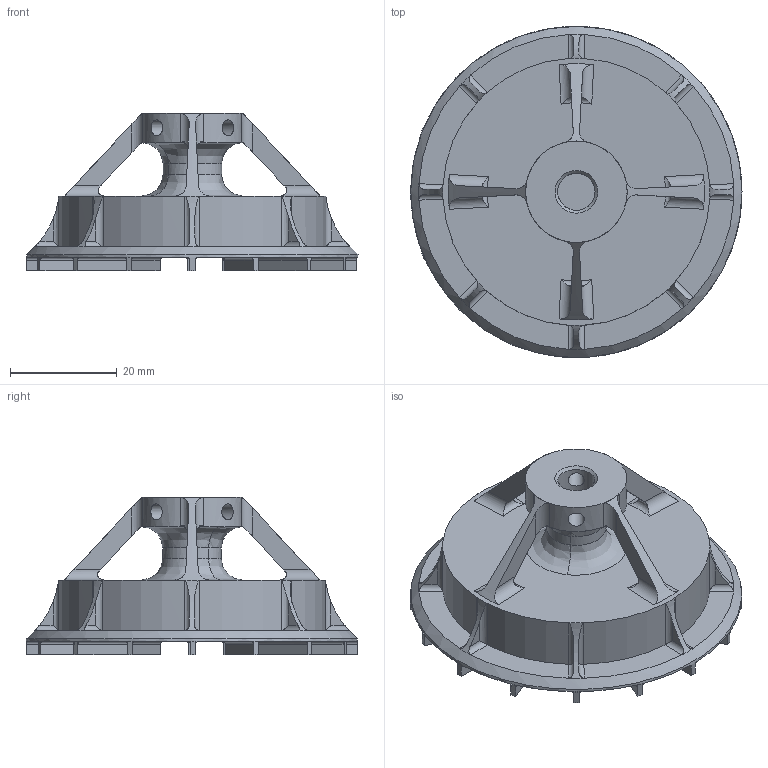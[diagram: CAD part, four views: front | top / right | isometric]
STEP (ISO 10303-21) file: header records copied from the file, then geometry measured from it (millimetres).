
FILE_DESCRIPTION(/* description */ (''),/* implementation_level */ '2;1');
FILE_NAME(/* name */ 'MCR_top.stp',/* time_stamp */ '2017-03-14T13:14:43+01:00',/* author */ (''),/* organization */ (''),/* preprocessor_version */ 'ST-DEVELOPER v16',/* originating_system */ 'SIEMENS PLM Software NX 10.0',/* authorisation */ '');
FILE_SCHEMA (('CONFIG_CONTROL_DESIGN'));
Length unit declared in the file: millimetre
Products named in the file (1): scherplatte_MCR
Bounding box: 62.14 x 62 x 29.5 mm (x, y, z)
Volume: 13406.9 mm3; surface area: 14457.8 mm2
Topology: 1 solids, 1 shells, 351 faces, 986 edges, 638 vertices
Faces by surface type: cylinder 182, plane 132, torus 20, cone 11, bspline 6
Full cylindrical faces by diameter (mm): 3 x4, 7 x1, 19 x1, 34 x1, 62 x1
Entity records: 14140 total; most frequent: CARTESIAN_POINT 5223, ORIENTED_EDGE 1936, DIRECTION 1768, EDGE_CURVE 968, AXIS2_PLACEMENT_3D 669, VERTEX_POINT 632, LINE 430, VECTOR 430
